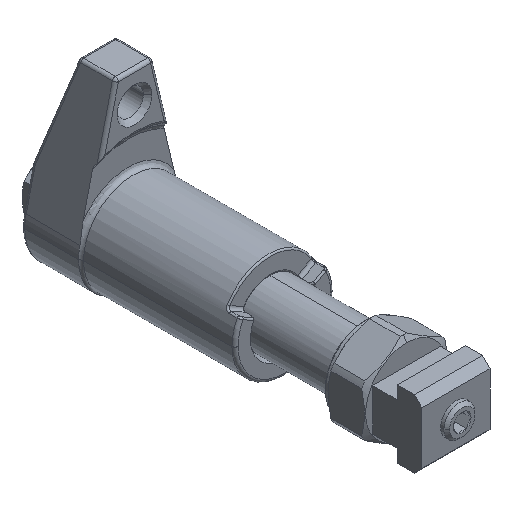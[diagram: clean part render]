
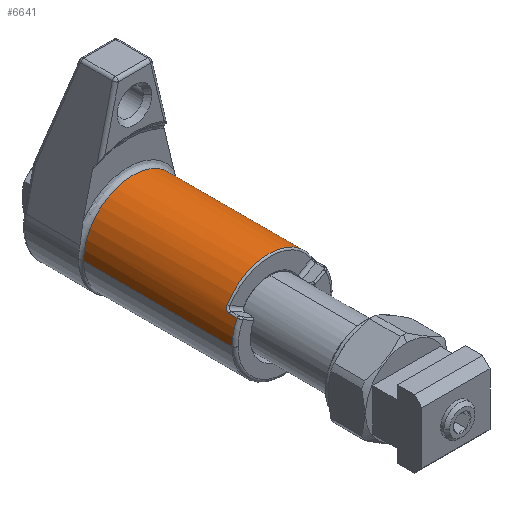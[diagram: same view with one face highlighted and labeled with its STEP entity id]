
A CAD part, isometric view. The second image highlights one B-rep face of the part: STEP entity #6641.
In plain terms, the highlighted cylindrical face has radius 16 mm (diameter 32 mm), a partial arc.
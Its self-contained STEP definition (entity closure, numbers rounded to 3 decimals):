
#36 = VERTEX_POINT ( 'NONE', #6194 ) ;
#43 = CIRCLE ( 'NONE', #651, 16. ) ;
#87 = VERTEX_POINT ( 'NONE', #4596 ) ;
#245 = CARTESIAN_POINT ( 'NONE',  ( -16., 10.5, 0. ) ) ;
#467 = CARTESIAN_POINT ( 'NONE',  ( -13.766, -33.538, 8.156 ) ) ;
#500 = CARTESIAN_POINT ( 'NONE',  ( -13.558, -33.5, 8.496 ) ) ;
#508 = EDGE_CURVE ( 'NONE', #3770, #5430, #2735, .T. ) ;
#567 = CARTESIAN_POINT ( 'NONE',  ( -16., -8.5, 0. ) ) ;
#651 = AXIS2_PLACEMENT_3D ( 'NONE', #4784, #6514, #1325 ) ;
#707 = VERTEX_POINT ( 'NONE', #4857 ) ;
#751 = EDGE_CURVE ( 'NONE', #4460, #776, #1295, .T. ) ;
#776 = VERTEX_POINT ( 'NONE', #6149 ) ;
#868 = DIRECTION ( 'NONE',  ( 0., 1., 0. ) ) ;
#911 = VECTOR ( 'NONE', #2600, 1000. ) ;
#964 = EDGE_LOOP ( 'NONE', ( #3926, #4240, #2147, #5162, #2971, #1884, #6492, #6765, #7172, #6799 ) ) ;
#1204 = CARTESIAN_POINT ( 'NONE',  ( 14.137, -34., 7.493 ) ) ;
#1234 = CARTESIAN_POINT ( 'NONE',  ( -14.316, -35., 7.146 ) ) ;
#1250 = DIRECTION ( 'NONE',  ( 0., 1., 0. ) ) ;
#1295 = B_SPLINE_CURVE_WITH_KNOTS ( 'NONE', 3,
 ( #5047, #3361, #4508, #5085, #6214, #4472, #6694, #1582, #5689, #467, #3898, #500 ),
 .UNSPECIFIED., .F., .F.,
 ( 4, 2, 2, 2, 2, 4 ),
 ( 0., 0.001, 0.001, 0.002, 0.002, 0.002 ),
 .UNSPECIFIED. ) ;
#1325 = DIRECTION ( 'NONE',  ( -1., 0., 0. ) ) ;
#1582 = CARTESIAN_POINT ( 'NONE',  ( -13.949, -33.693, 7.837 ) ) ;
#1763 = VERTEX_POINT ( 'NONE', #2321 ) ;
#1817 = CARTESIAN_POINT ( 'NONE',  ( 0., -8.5, 0. ) ) ;
#1836 = DIRECTION ( 'NONE',  ( 0., 1., 0. ) ) ;
#1851 = CARTESIAN_POINT ( 'NONE',  ( 14.311, -34.8, 7.155 ) ) ;
#1884 = ORIENTED_EDGE ( 'NONE', *, *, #2241, .T. ) ;
#2022 = AXIS2_PLACEMENT_3D ( 'NONE', #1817, #6923, #4666 ) ;
#2094 = LINE ( 'NONE', #3738, #911 ) ;
#2147 = ORIENTED_EDGE ( 'NONE', *, *, #7100, .T. ) ;
#2241 = EDGE_CURVE ( 'NONE', #1763, #3770, #5427, .T. ) ;
#2308 = CARTESIAN_POINT ( 'NONE',  ( 14.221, -34.24, 7.333 ) ) ;
#2321 = CARTESIAN_POINT ( 'NONE',  ( 13.558, -33.5, 8.496 ) ) ;
#2328 = VERTEX_POINT ( 'NONE', #3663 ) ;
#2589 = VECTOR ( 'NONE', #1250, 1000. ) ;
#2600 = DIRECTION ( 'NONE',  ( 0., 1., 0. ) ) ;
#2697 = EDGE_CURVE ( 'NONE', #87, #4081, #5766, .T. ) ;
#2712 = EDGE_CURVE ( 'NONE', #4081, #36, #5567, .T. ) ;
#2735 = LINE ( 'NONE', #4558, #4722 ) ;
#2849 = CARTESIAN_POINT ( 'NONE',  ( 14.316, -35., 7.146 ) ) ;
#2917 = CARTESIAN_POINT ( 'NONE',  ( 14.293, -34.606, 7.191 ) ) ;
#2971 = ORIENTED_EDGE ( 'NONE', *, *, #4045, .T. ) ;
#3361 = CARTESIAN_POINT ( 'NONE',  ( -14.316, -34.799, 7.146 ) ) ;
#3446 = CARTESIAN_POINT ( 'NONE',  ( 14.316, -34.899, 7.146 ) ) ;
#3528 = LINE ( 'NONE', #4026, #2589 ) ;
#3637 = CARTESIAN_POINT ( 'NONE',  ( 0., -37.5, 0. ) ) ;
#3663 = CARTESIAN_POINT ( 'NONE',  ( -14.316, -37.5, 7.146 ) ) ;
#3738 = CARTESIAN_POINT ( 'NONE',  ( -14.316, -8.5, 7.146 ) ) ;
#3770 = VERTEX_POINT ( 'NONE', #5704 ) ;
#3898 = CARTESIAN_POINT ( 'NONE',  ( -13.665, -33.5, 8.326 ) ) ;
#3926 = ORIENTED_EDGE ( 'NONE', *, *, #2697, .F. ) ;
#4026 = CARTESIAN_POINT ( 'NONE',  ( 16., -8.5, 0. ) ) ;
#4045 = EDGE_CURVE ( 'NONE', #776, #1763, #43, .T. ) ;
#4081 = VERTEX_POINT ( 'NONE', #245 ) ;
#4240 = ORIENTED_EDGE ( 'NONE', *, *, #6568, .T. ) ;
#4252 = DIRECTION ( 'NONE',  ( 1., 0., 0. ) ) ;
#4279 = EDGE_CURVE ( 'NONE', #5430, #707, #4913, .T. ) ;
#4305 = DIRECTION ( 'NONE',  ( 0., 1., 0. ) ) ;
#4319 = CIRCLE ( 'NONE', #6026, 16. ) ;
#4460 = VERTEX_POINT ( 'NONE', #1234 ) ;
#4472 = CARTESIAN_POINT ( 'NONE',  ( -14.069, -33.862, 7.62 ) ) ;
#4508 = CARTESIAN_POINT ( 'NONE',  ( -14.297, -34.599, 7.184 ) ) ;
#4558 = CARTESIAN_POINT ( 'NONE',  ( 14.316, -8.5, 7.146 ) ) ;
#4585 = CARTESIAN_POINT ( 'NONE',  ( 14.316, -37.5, 7.146 ) ) ;
#4596 = CARTESIAN_POINT ( 'NONE',  ( -16., -37.5, 0. ) ) ;
#4663 = CARTESIAN_POINT ( 'NONE',  ( 14.279, -34.51, 7.218 ) ) ;
#4666 = DIRECTION ( 'NONE',  ( 1., 0., 0. ) ) ;
#4722 = VECTOR ( 'NONE', #5698, 1000. ) ;
#4784 = CARTESIAN_POINT ( 'NONE',  ( 0., -33.5, 0. ) ) ;
#4857 = CARTESIAN_POINT ( 'NONE',  ( 16., -37.5, 0. ) ) ;
#4913 = CIRCLE ( 'NONE', #5031, 16. ) ;
#5031 = AXIS2_PLACEMENT_3D ( 'NONE', #6451, #1836, #5822 ) ;
#5047 = CARTESIAN_POINT ( 'NONE',  ( -14.316, -35., 7.146 ) ) ;
#5085 = CARTESIAN_POINT ( 'NONE',  ( -14.225, -34.235, 7.325 ) ) ;
#5127 = FACE_OUTER_BOUND ( 'NONE', #964, .T. ) ;
#5162 = ORIENTED_EDGE ( 'NONE', *, *, #751, .T. ) ;
#5204 = CARTESIAN_POINT ( 'NONE',  ( 13.768, -33.538, 8.154 ) ) ;
#5256 = EDGE_CURVE ( 'NONE', #707, #36, #3528, .T. ) ;
#5279 = CARTESIAN_POINT ( 'NONE',  ( 14.243, -34.326, 7.289 ) ) ;
#5427 = B_SPLINE_CURVE_WITH_KNOTS ( 'NONE', 3,
 ( #5880, #7466, #5204, #6405, #6962, #1204, #7493, #2308, #5279, #4663, #2917, #1851, #3446, #2849 ),
 .UNSPECIFIED., .F., .F.,
 ( 4, 2, 2, 2, 2, 2, 4 ),
 ( 0., 0.001, 0.001, 0.002, 0.002, 0.002, 0.002 ),
 .UNSPECIFIED. ) ;
#5430 = VERTEX_POINT ( 'NONE', #4585 ) ;
#5567 = CIRCLE ( 'NONE', #5687, 16. ) ;
#5687 = AXIS2_PLACEMENT_3D ( 'NONE', #6056, #4305, #6564 ) ;
#5689 = CARTESIAN_POINT ( 'NONE',  ( -13.906, -33.648, 7.914 ) ) ;
#5698 = DIRECTION ( 'NONE',  ( 0., -1., 0. ) ) ;
#5704 = CARTESIAN_POINT ( 'NONE',  ( 14.316, -35., 7.146 ) ) ;
#5766 = LINE ( 'NONE', #567, #6408 ) ;
#5822 = DIRECTION ( 'NONE',  ( 1., 0., 0. ) ) ;
#5880 = CARTESIAN_POINT ( 'NONE',  ( 13.558, -33.5, 8.496 ) ) ;
#6026 = AXIS2_PLACEMENT_3D ( 'NONE', #3637, #868, #4252 ) ;
#6056 = CARTESIAN_POINT ( 'NONE',  ( 0., 10.5, 0. ) ) ;
#6149 = CARTESIAN_POINT ( 'NONE',  ( -13.558, -33.5, 8.496 ) ) ;
#6194 = CARTESIAN_POINT ( 'NONE',  ( 16., 10.5, 0. ) ) ;
#6214 = CARTESIAN_POINT ( 'NONE',  ( -14.171, -34.068, 7.43 ) ) ;
#6405 = CARTESIAN_POINT ( 'NONE',  ( 13.952, -33.684, 7.834 ) ) ;
#6408 = VECTOR ( 'NONE', #7484, 1000. ) ;
#6451 = CARTESIAN_POINT ( 'NONE',  ( 0., -37.5, 0. ) ) ;
#6492 = ORIENTED_EDGE ( 'NONE', *, *, #508, .T. ) ;
#6514 = DIRECTION ( 'NONE',  ( 0., 1., 0. ) ) ;
#6564 = DIRECTION ( 'NONE',  ( 1., 0., 0. ) ) ;
#6568 = EDGE_CURVE ( 'NONE', #87, #2328, #4319, .T. ) ;
#6641 = ADVANCED_FACE ( 'NONE', ( #5127 ), #7424, .T. ) ;
#6694 = CARTESIAN_POINT ( 'NONE',  ( -14.031, -33.799, 7.69 ) ) ;
#6765 = ORIENTED_EDGE ( 'NONE', *, *, #4279, .T. ) ;
#6799 = ORIENTED_EDGE ( 'NONE', *, *, #2712, .F. ) ;
#6923 = DIRECTION ( 'NONE',  ( 0., 1., 0. ) ) ;
#6962 = CARTESIAN_POINT ( 'NONE',  ( 14.036, -33.794, 7.683 ) ) ;
#7100 = EDGE_CURVE ( 'NONE', #2328, #4460, #2094, .T. ) ;
#7172 = ORIENTED_EDGE ( 'NONE', *, *, #5256, .T. ) ;
#7424 = CYLINDRICAL_SURFACE ( 'NONE', #2022, 16. ) ;
#7466 = CARTESIAN_POINT ( 'NONE',  ( 13.665, -33.5, 8.325 ) ) ;
#7484 = DIRECTION ( 'NONE',  ( 0., 1., 0. ) ) ;
#7493 = CARTESIAN_POINT ( 'NONE',  ( 14.168, -34.077, 7.434 ) ) ;
